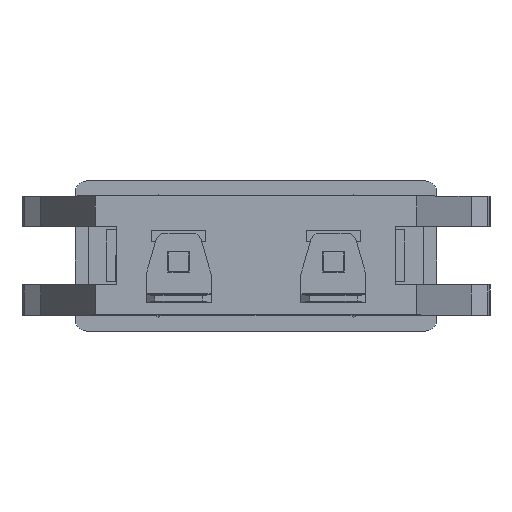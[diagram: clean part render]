
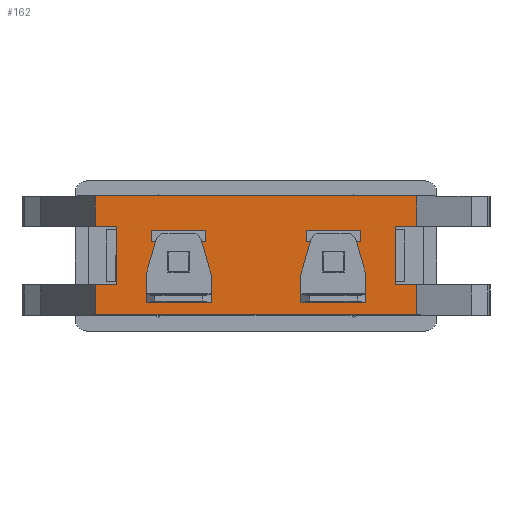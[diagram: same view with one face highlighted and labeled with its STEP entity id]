
A CAD part, top view. The second image highlights one B-rep face of the part: STEP entity #162.
In plain terms, the highlighted planar face has unit normal (0, 0, 1).
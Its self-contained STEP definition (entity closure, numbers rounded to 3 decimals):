
#162=ADVANCED_FACE('',(#715,#716,#717,#718,#719,#720,#721),#722,.T.);
#715=FACE_OUTER_BOUND('',#1725,.T.);
#716=FACE_BOUND('',#1726,.T.);
#717=FACE_BOUND('',#1727,.T.);
#718=FACE_BOUND('',#1728,.T.);
#719=FACE_BOUND('',#1729,.T.);
#720=FACE_BOUND('',#1730,.T.);
#721=FACE_BOUND('',#1731,.T.);
#722=PLANE('',#1732);
#1725=EDGE_LOOP('',(#3490,#3491,#3492,#3493,#3494,#3495,#3496,#3497,#3498,#3499,#3500,#3501));
#1726=EDGE_LOOP('',(#3502,#3503,#3504,#3505));
#1727=EDGE_LOOP('',(#3506,#3507,#3508,#3509));
#1728=EDGE_LOOP('',(#3510,#3511,#3512,#3513));
#1729=EDGE_LOOP('',(#3514,#3515,#3516,#3517));
#1730=EDGE_LOOP('',(#3518,#3519,#3520,#3521));
#1731=EDGE_LOOP('',(#3522,#3523,#3524,#3525));
#1732=AXIS2_PLACEMENT_3D('',#3526,#3527,#3528);
#3490=ORIENTED_EDGE('',*,*,#6784,.T.);
#3491=ORIENTED_EDGE('',*,*,#6805,.F.);
#3492=ORIENTED_EDGE('',*,*,#6806,.T.);
#3493=ORIENTED_EDGE('',*,*,#6807,.T.);
#3494=ORIENTED_EDGE('',*,*,#6323,.F.);
#3495=ORIENTED_EDGE('',*,*,#6808,.F.);
#3496=ORIENTED_EDGE('',*,*,#6702,.T.);
#3497=ORIENTED_EDGE('',*,*,#6809,.T.);
#3498=ORIENTED_EDGE('',*,*,#6372,.T.);
#3499=ORIENTED_EDGE('',*,*,#6810,.F.);
#3500=ORIENTED_EDGE('',*,*,#6745,.F.);
#3501=ORIENTED_EDGE('',*,*,#6786,.F.);
#3502=ORIENTED_EDGE('',*,*,#6811,.T.);
#3503=ORIENTED_EDGE('',*,*,#6812,.T.);
#3504=ORIENTED_EDGE('',*,*,#6813,.T.);
#3505=ORIENTED_EDGE('',*,*,#6814,.T.);
#3506=ORIENTED_EDGE('',*,*,#6815,.T.);
#3507=ORIENTED_EDGE('',*,*,#6816,.T.);
#3508=ORIENTED_EDGE('',*,*,#6817,.T.);
#3509=ORIENTED_EDGE('',*,*,#6818,.T.);
#3510=ORIENTED_EDGE('',*,*,#6819,.T.);
#3511=ORIENTED_EDGE('',*,*,#6820,.T.);
#3512=ORIENTED_EDGE('',*,*,#6821,.T.);
#3513=ORIENTED_EDGE('',*,*,#6822,.T.);
#3514=ORIENTED_EDGE('',*,*,#6823,.T.);
#3515=ORIENTED_EDGE('',*,*,#6824,.T.);
#3516=ORIENTED_EDGE('',*,*,#6825,.T.);
#3517=ORIENTED_EDGE('',*,*,#6826,.T.);
#3518=ORIENTED_EDGE('',*,*,#6827,.T.);
#3519=ORIENTED_EDGE('',*,*,#6828,.T.);
#3520=ORIENTED_EDGE('',*,*,#6829,.T.);
#3521=ORIENTED_EDGE('',*,*,#6830,.T.);
#3522=ORIENTED_EDGE('',*,*,#6831,.T.);
#3523=ORIENTED_EDGE('',*,*,#6832,.T.);
#3524=ORIENTED_EDGE('',*,*,#6833,.T.);
#3525=ORIENTED_EDGE('',*,*,#6834,.T.);
#3526=CARTESIAN_POINT('',(0.0,0.0,23.53));
#3527=DIRECTION('',(0.0,0.0,1.0));
#3528=DIRECTION('',(1.0,0.0,0.0));
#6323=EDGE_CURVE('',#7612,#7614,#7615,.T.);
#6372=EDGE_CURVE('',#7707,#7705,#7708,.T.);
#6702=EDGE_CURVE('',#8295,#8293,#8296,.T.);
#6745=EDGE_CURVE('',#8359,#8361,#8362,.T.);
#6784=EDGE_CURVE('',#8433,#8431,#8434,.T.);
#6786=EDGE_CURVE('',#8433,#8359,#8436,.T.);
#6805=EDGE_CURVE('',#8465,#8431,#8466,.T.);
#6806=EDGE_CURVE('',#8465,#8467,#8468,.T.);
#6807=EDGE_CURVE('',#8467,#7614,#8469,.T.);
#6808=EDGE_CURVE('',#8295,#7612,#8470,.T.);
#6809=EDGE_CURVE('',#8293,#7707,#8471,.T.);
#6810=EDGE_CURVE('',#8361,#7705,#8472,.T.);
#6811=EDGE_CURVE('',#8473,#8474,#8475,.T.);
#6812=EDGE_CURVE('',#8474,#8476,#8477,.T.);
#6813=EDGE_CURVE('',#8476,#8478,#8479,.T.);
#6814=EDGE_CURVE('',#8478,#8473,#8480,.T.);
#6815=EDGE_CURVE('',#8481,#8482,#8483,.T.);
#6816=EDGE_CURVE('',#8482,#8484,#8485,.T.);
#6817=EDGE_CURVE('',#8484,#8486,#8487,.T.);
#6818=EDGE_CURVE('',#8486,#8481,#8488,.T.);
#6819=EDGE_CURVE('',#8489,#8490,#8491,.T.);
#6820=EDGE_CURVE('',#8490,#8492,#8493,.T.);
#6821=EDGE_CURVE('',#8492,#8494,#8495,.T.);
#6822=EDGE_CURVE('',#8494,#8489,#8496,.T.);
#6823=EDGE_CURVE('',#8497,#8498,#8499,.T.);
#6824=EDGE_CURVE('',#8498,#8500,#8501,.T.);
#6825=EDGE_CURVE('',#8500,#8502,#8503,.T.);
#6826=EDGE_CURVE('',#8502,#8497,#8504,.T.);
#6827=EDGE_CURVE('',#8505,#8506,#8507,.T.);
#6828=EDGE_CURVE('',#8506,#8508,#8509,.T.);
#6829=EDGE_CURVE('',#8508,#8510,#8511,.T.);
#6830=EDGE_CURVE('',#8510,#8505,#8512,.T.);
#6831=EDGE_CURVE('',#8513,#8514,#8515,.T.);
#6832=EDGE_CURVE('',#8514,#8516,#8517,.T.);
#6833=EDGE_CURVE('',#8516,#8518,#8519,.T.);
#6834=EDGE_CURVE('',#8518,#8513,#8520,.T.);
#7612=VERTEX_POINT('',#9717);
#7614=VERTEX_POINT('',#9720);
#7615=LINE('',#9721,#9722);
#7705=VERTEX_POINT('',#9857);
#7707=VERTEX_POINT('',#9860);
#7708=LINE('',#9861,#9862);
#8293=VERTEX_POINT('',#10736);
#8295=VERTEX_POINT('',#10739);
#8296=LINE('',#10740,#10741);
#8359=VERTEX_POINT('',#10845);
#8361=VERTEX_POINT('',#10848);
#8362=LINE('',#10849,#10850);
#8431=VERTEX_POINT('',#10954);
#8433=VERTEX_POINT('',#10957);
#8434=LINE('',#10958,#10959);
#8436=LINE('',#10962,#10963);
#8465=VERTEX_POINT('',#11010);
#8466=LINE('',#11011,#11012);
#8467=VERTEX_POINT('',#11013);
#8468=LINE('',#11014,#11015);
#8469=LINE('',#11016,#11017);
#8470=LINE('',#11018,#11019);
#8471=LINE('',#11020,#11021);
#8472=LINE('',#11022,#11023);
#8473=VERTEX_POINT('',#11024);
#8474=VERTEX_POINT('',#11025);
#8475=LINE('',#11026,#11027);
#8476=VERTEX_POINT('',#11028);
#8477=LINE('',#11029,#11030);
#8478=VERTEX_POINT('',#11031);
#8479=LINE('',#11032,#11033);
#8480=LINE('',#11034,#11035);
#8481=VERTEX_POINT('',#11036);
#8482=VERTEX_POINT('',#11037);
#8483=LINE('',#11038,#11039);
#8484=VERTEX_POINT('',#11040);
#8485=LINE('',#11041,#11042);
#8486=VERTEX_POINT('',#11043);
#8487=LINE('',#11044,#11045);
#8488=LINE('',#11046,#11047);
#8489=VERTEX_POINT('',#11048);
#8490=VERTEX_POINT('',#11049);
#8491=LINE('',#11050,#11051);
#8492=VERTEX_POINT('',#11052);
#8493=LINE('',#11053,#11054);
#8494=VERTEX_POINT('',#11055);
#8495=LINE('',#11056,#11057);
#8496=LINE('',#11058,#11059);
#8497=VERTEX_POINT('',#11060);
#8498=VERTEX_POINT('',#11061);
#8499=LINE('',#11062,#11063);
#8500=VERTEX_POINT('',#11064);
#8501=LINE('',#11065,#11066);
#8502=VERTEX_POINT('',#11067);
#8503=LINE('',#11068,#11069);
#8504=LINE('',#11070,#11071);
#8505=VERTEX_POINT('',#11072);
#8506=VERTEX_POINT('',#11073);
#8507=LINE('',#11074,#11075);
#8508=VERTEX_POINT('',#11076);
#8509=LINE('',#11077,#11078);
#8510=VERTEX_POINT('',#11079);
#8511=LINE('',#11080,#11081);
#8512=LINE('',#11082,#11083);
#8513=VERTEX_POINT('',#11084);
#8514=VERTEX_POINT('',#11085);
#8515=LINE('',#11086,#11087);
#8516=VERTEX_POINT('',#11088);
#8517=LINE('',#11089,#11090);
#8518=VERTEX_POINT('',#11091);
#8519=LINE('',#11092,#11093);
#8520=LINE('',#11094,#11095);
#9717=CARTESIAN_POINT('',(-13.525,3.46,23.53));
#9720=CARTESIAN_POINT('',(-15.63,3.46,23.53));
#9721=CARTESIAN_POINT('',(-13.525,3.46,23.53));
#9722=VECTOR('',#12927,2.105);
#9857=CARTESIAN_POINT('',(15.63,-5.17,23.53));
#9860=CARTESIAN_POINT('',(-15.63,-5.17,23.53));
#9861=CARTESIAN_POINT('',(-15.63,-5.17,23.53));
#9862=VECTOR('',#12980,31.26);
#10736=CARTESIAN_POINT('',(-15.63,-2.22,23.53));
#10739=CARTESIAN_POINT('',(-13.525,-2.22,23.53));
#10740=CARTESIAN_POINT('',(-13.525,-2.22,23.53));
#10741=VECTOR('',#13388,2.105);
#10845=CARTESIAN_POINT('',(13.525,-2.22,23.53));
#10848=CARTESIAN_POINT('',(15.63,-2.22,23.53));
#10849=CARTESIAN_POINT('',(13.525,-2.22,23.53));
#10850=VECTOR('',#13431,2.105);
#10954=CARTESIAN_POINT('',(15.63,3.46,23.53));
#10957=CARTESIAN_POINT('',(13.525,3.46,23.53));
#10958=CARTESIAN_POINT('',(13.525,3.46,23.53));
#10959=VECTOR('',#13474,2.105);
#10962=CARTESIAN_POINT('',(13.525,3.46,23.53));
#10963=VECTOR('',#13476,5.68);
#11010=CARTESIAN_POINT('',(15.63,6.4,23.53));
#11011=CARTESIAN_POINT('',(15.63,6.4,23.53));
#11012=VECTOR('',#13495,2.94);
#11013=CARTESIAN_POINT('',(-15.63,6.4,23.53));
#11014=CARTESIAN_POINT('',(15.63,6.4,23.53));
#11015=VECTOR('',#13496,31.26);
#11016=CARTESIAN_POINT('',(-15.63,6.4,23.53));
#11017=VECTOR('',#13497,2.94);
#11018=CARTESIAN_POINT('',(-13.525,-2.22,23.53));
#11019=VECTOR('',#13498,5.68);
#11020=CARTESIAN_POINT('',(-15.63,-2.22,23.53));
#11021=VECTOR('',#13499,2.95);
#11022=CARTESIAN_POINT('',(15.63,-2.22,23.53));
#11023=VECTOR('',#13500,2.95);
#11024=CARTESIAN_POINT('',(4.86,3.05,23.53));
#11025=CARTESIAN_POINT('',(10.18,3.05,23.53));
#11026=CARTESIAN_POINT('',(4.86,3.05,23.53));
#11027=VECTOR('',#13501,5.32);
#11028=CARTESIAN_POINT('',(10.18,1.98,23.53));
#11029=CARTESIAN_POINT('',(10.18,3.05,23.53));
#11030=VECTOR('',#13502,1.07);
#11031=CARTESIAN_POINT('',(4.86,1.98,23.53));
#11032=CARTESIAN_POINT('',(10.18,1.98,23.53));
#11033=VECTOR('',#13503,5.32);
#11034=CARTESIAN_POINT('',(4.86,1.98,23.53));
#11035=VECTOR('',#13504,1.07);
#11036=CARTESIAN_POINT('',(4.86,-3.05,23.53));
#11037=CARTESIAN_POINT('',(4.86,-1.98,23.53));
#11038=CARTESIAN_POINT('',(4.86,-3.05,23.53));
#11039=VECTOR('',#13505,1.07);
#11040=CARTESIAN_POINT('',(10.18,-1.98,23.53));
#11041=CARTESIAN_POINT('',(4.86,-1.98,23.53));
#11042=VECTOR('',#13506,5.32);
#11043=CARTESIAN_POINT('',(10.18,-3.05,23.53));
#11044=CARTESIAN_POINT('',(10.18,-1.98,23.53));
#11045=VECTOR('',#13507,1.07);
#11046=CARTESIAN_POINT('',(10.18,-3.05,23.53));
#11047=VECTOR('',#13508,5.32);
#11048=CARTESIAN_POINT('',(-4.86,3.05,23.53));
#11049=CARTESIAN_POINT('',(-4.86,1.98,23.53));
#11050=CARTESIAN_POINT('',(-4.86,3.05,23.53));
#11051=VECTOR('',#13509,1.07);
#11052=CARTESIAN_POINT('',(-10.18,1.98,23.53));
#11053=CARTESIAN_POINT('',(-4.86,1.98,23.53));
#11054=VECTOR('',#13510,5.32);
#11055=CARTESIAN_POINT('',(-10.18,3.05,23.53));
#11056=CARTESIAN_POINT('',(-10.18,1.98,23.53));
#11057=VECTOR('',#13511,1.07);
#11058=CARTESIAN_POINT('',(-10.18,3.05,23.53));
#11059=VECTOR('',#13512,5.32);
#11060=CARTESIAN_POINT('',(-4.86,-3.05,23.53));
#11061=CARTESIAN_POINT('',(-10.18,-3.05,23.53));
#11062=CARTESIAN_POINT('',(-4.86,-3.05,23.53));
#11063=VECTOR('',#13513,5.32);
#11064=CARTESIAN_POINT('',(-10.18,-1.98,23.53));
#11065=CARTESIAN_POINT('',(-10.18,-3.05,23.53));
#11066=VECTOR('',#13514,1.07);
#11067=CARTESIAN_POINT('',(-4.86,-1.98,23.53));
#11068=CARTESIAN_POINT('',(-10.18,-1.98,23.53));
#11069=VECTOR('',#13515,5.32);
#11070=CARTESIAN_POINT('',(-4.86,-1.98,23.53));
#11071=VECTOR('',#13516,1.07);
#11072=CARTESIAN_POINT('',(9.318,-1.018,23.53));
#11073=CARTESIAN_POINT('',(5.723,-1.018,23.53));
#11074=CARTESIAN_POINT('',(9.318,-1.018,23.53));
#11075=VECTOR('',#13517,3.595);
#11076=CARTESIAN_POINT('',(5.723,1.018,23.53));
#11077=CARTESIAN_POINT('',(5.723,-1.018,23.53));
#11078=VECTOR('',#13518,2.035);
#11079=CARTESIAN_POINT('',(9.318,1.018,23.53));
#11080=CARTESIAN_POINT('',(5.723,1.018,23.53));
#11081=VECTOR('',#13519,3.595);
#11082=CARTESIAN_POINT('',(9.318,1.018,23.53));
#11083=VECTOR('',#13520,2.035);
#11084=CARTESIAN_POINT('',(-5.72,-1.018,23.53));
#11085=CARTESIAN_POINT('',(-9.32,-1.018,23.53));
#11086=CARTESIAN_POINT('',(-5.72,-1.018,23.53));
#11087=VECTOR('',#13521,3.6);
#11088=CARTESIAN_POINT('',(-9.32,1.018,23.53));
#11089=CARTESIAN_POINT('',(-9.32,-1.018,23.53));
#11090=VECTOR('',#13522,2.035);
#11091=CARTESIAN_POINT('',(-5.72,1.018,23.53));
#11092=CARTESIAN_POINT('',(-9.32,1.018,23.53));
#11093=VECTOR('',#13523,3.6);
#11094=CARTESIAN_POINT('',(-5.72,1.018,23.53));
#11095=VECTOR('',#13524,2.035);
#12927=DIRECTION('',(-1.0,0.0,0.));
#12980=DIRECTION('',(1.0,0.0,0.0));
#13388=DIRECTION('',(-1.0,0.0,0.));
#13431=DIRECTION('',(1.0,0.0,0.0));
#13474=DIRECTION('',(1.0,0.0,0.0));
#13476=DIRECTION('',(0.0,-1.0,0.0));
#13495=DIRECTION('',(0.0,-1.0,0.0));
#13496=DIRECTION('',(-1.0,0.0,0.0));
#13497=DIRECTION('',(0.0,-1.0,0.0));
#13498=DIRECTION('',(0.0,1.0,0.0));
#13499=DIRECTION('',(0.0,-1.0,0.0));
#13500=DIRECTION('',(0.0,-1.0,0.0));
#13501=DIRECTION('',(1.0,0.0,0.0));
#13502=DIRECTION('',(0.0,-1.0,0.0));
#13503=DIRECTION('',(-1.0,0.0,0.0));
#13504=DIRECTION('',(0.0,1.0,0.0));
#13505=DIRECTION('',(0.0,1.0,0.0));
#13506=DIRECTION('',(1.0,0.0,0.0));
#13507=DIRECTION('',(0.0,-1.0,0.0));
#13508=DIRECTION('',(-1.0,0.0,0.0));
#13509=DIRECTION('',(0.0,-1.0,0.0));
#13510=DIRECTION('',(-1.0,0.0,0.0));
#13511=DIRECTION('',(0.0,1.0,0.0));
#13512=DIRECTION('',(1.0,0.0,0.0));
#13513=DIRECTION('',(-1.0,0.0,0.0));
#13514=DIRECTION('',(0.0,1.0,0.0));
#13515=DIRECTION('',(1.0,0.0,0.0));
#13516=DIRECTION('',(0.0,-1.0,0.0));
#13517=DIRECTION('',(-1.0,0.0,0.0));
#13518=DIRECTION('',(0.0,1.0,0.0));
#13519=DIRECTION('',(1.0,0.0,0.0));
#13520=DIRECTION('',(0.0,-1.0,0.0));
#13521=DIRECTION('',(-1.0,0.0,0.0));
#13522=DIRECTION('',(0.0,1.0,0.0));
#13523=DIRECTION('',(1.0,0.0,0.0));
#13524=DIRECTION('',(0.0,-1.0,0.0));
